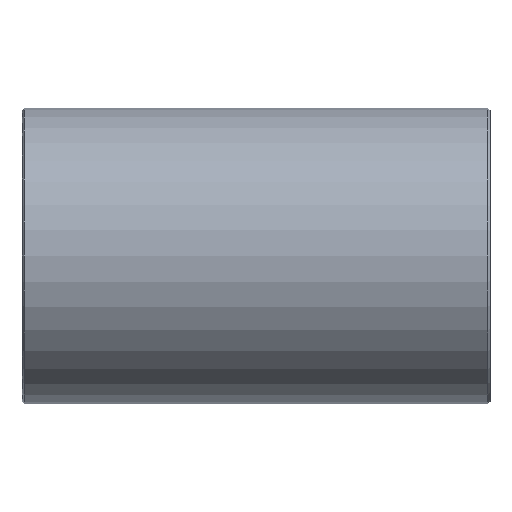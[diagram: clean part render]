
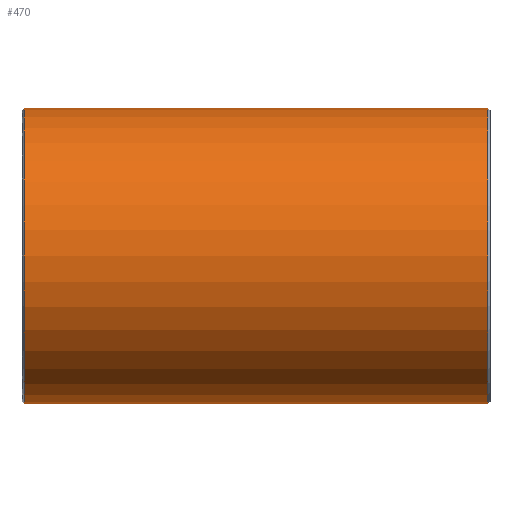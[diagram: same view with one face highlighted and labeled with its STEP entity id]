
A CAD part, front view. The second image highlights one B-rep face of the part: STEP entity #470.
In plain terms, the highlighted cylindrical face has radius 136.525 mm (diameter 273.05 mm), a partial arc.
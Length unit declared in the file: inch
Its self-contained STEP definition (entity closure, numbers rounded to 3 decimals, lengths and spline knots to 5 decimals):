
#16 = AXIS2_PLACEMENT_3D ( 'NONE', #886, #672, #536 ) ;
#34 = EDGE_LOOP ( 'NONE', ( #495, #763, #100, #294 ) ) ;
#67 = AXIS2_PLACEMENT_3D ( 'NONE', #349, #207, #129 ) ;
#84 = EDGE_CURVE ( 'NONE', #780, #246, #343, .T. ) ;
#100 = ORIENTED_EDGE ( 'NONE', *, *, #158, .T. ) ;
#106 = CARTESIAN_POINT ( 'NONE',  ( 8.5, 0., 5.375 ) ) ;
#126 = CYLINDRICAL_SURFACE ( 'NONE', #67, 5.375 ) ;
#129 = DIRECTION ( 'NONE',  ( 0., 0., 1. ) ) ;
#151 = CARTESIAN_POINT ( 'NONE',  ( -8.41667, 0., 0. ) ) ;
#152 = VERTEX_POINT ( 'NONE', #753 ) ;
#158 = EDGE_CURVE ( 'NONE', #152, #209, #757, .T. ) ;
#173 = AXIS2_PLACEMENT_3D ( 'NONE', #151, #877, #383 ) ;
#207 = DIRECTION ( 'NONE',  ( -1., 0., 0. ) ) ;
#209 = VERTEX_POINT ( 'NONE', #333 ) ;
#243 = DIRECTION ( 'NONE',  ( -1., 0., 0. ) ) ;
#246 = VERTEX_POINT ( 'NONE', #546 ) ;
#267 = CIRCLE ( 'NONE', #173, 5.375 ) ;
#278 = FACE_OUTER_BOUND ( 'NONE', #34, .T. ) ;
#294 = ORIENTED_EDGE ( 'NONE', *, *, #579, .T. ) ;
#302 = CIRCLE ( 'NONE', #16, 5.375 ) ;
#320 = VECTOR ( 'NONE', #629, 39.37008 ) ;
#333 = CARTESIAN_POINT ( 'NONE',  ( -8.41667, 0., 5.375 ) ) ;
#339 = CARTESIAN_POINT ( 'NONE',  ( 8.5, 0., -5.375 ) ) ;
#343 = LINE ( 'NONE', #339, #320 ) ;
#349 = CARTESIAN_POINT ( 'NONE',  ( 8.5, 0., 0. ) ) ;
#383 = DIRECTION ( 'NONE',  ( 0., 0., 1. ) ) ;
#457 = CARTESIAN_POINT ( 'NONE',  ( 8.41667, 0., -5.375 ) ) ;
#470 = ADVANCED_FACE ( 'NONE', ( #278 ), #126, .T. ) ;
#484 = VECTOR ( 'NONE', #243, 39.37008 ) ;
#495 = ORIENTED_EDGE ( 'NONE', *, *, #84, .F. ) ;
#536 = DIRECTION ( 'NONE',  ( 0., 0., -1. ) ) ;
#546 = CARTESIAN_POINT ( 'NONE',  ( -8.41667, 0., -5.375 ) ) ;
#579 = EDGE_CURVE ( 'NONE', #209, #246, #267, .T. ) ;
#629 = DIRECTION ( 'NONE',  ( -1., 0., 0. ) ) ;
#647 = EDGE_CURVE ( 'NONE', #780, #152, #302, .T. ) ;
#672 = DIRECTION ( 'NONE',  ( -1., 0., 0. ) ) ;
#753 = CARTESIAN_POINT ( 'NONE',  ( 8.41667, 0., 5.375 ) ) ;
#757 = LINE ( 'NONE', #106, #484 ) ;
#763 = ORIENTED_EDGE ( 'NONE', *, *, #647, .T. ) ;
#780 = VERTEX_POINT ( 'NONE', #457 ) ;
#877 = DIRECTION ( 'NONE',  ( 1., 0., 0. ) ) ;
#886 = CARTESIAN_POINT ( 'NONE',  ( 8.41667, 0., 0. ) ) ;
